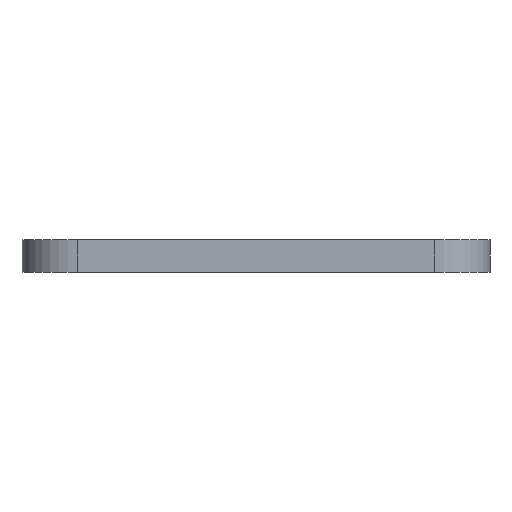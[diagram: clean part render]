
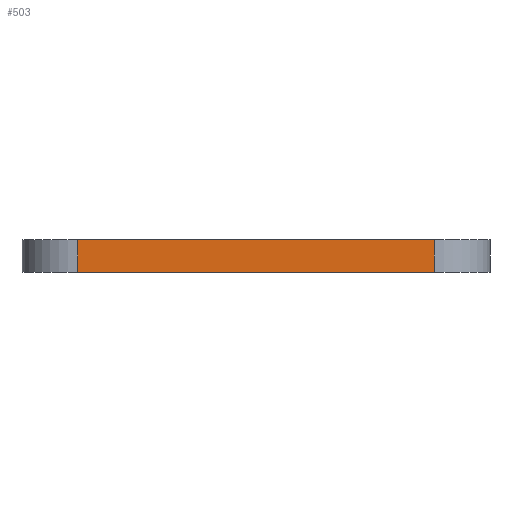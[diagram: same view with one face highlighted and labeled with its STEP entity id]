
A CAD part, left-side view. The second image highlights one B-rep face of the part: STEP entity #503.
In plain terms, the highlighted planar face has unit normal (-1, 0, 0).
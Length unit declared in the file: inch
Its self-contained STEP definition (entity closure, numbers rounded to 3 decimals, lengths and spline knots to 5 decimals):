
#4 = CARTESIAN_POINT ( 'NONE',  ( -2.07237, -1.2, 0. ) ) ;
#31 = ORIENTED_EDGE ( 'NONE', *, *, #880, .T. ) ;
#38 = LINE ( 'NONE', #305, #326 ) ;
#58 = VECTOR ( 'NONE', #542, 39.37008 ) ;
#67 = LINE ( 'NONE', #644, #752 ) ;
#84 = CARTESIAN_POINT ( 'NONE',  ( -2.07237, -1.575, 0.22 ) ) ;
#85 = CARTESIAN_POINT ( 'NONE',  ( -2.07237, 1.2, 0. ) ) ;
#172 = EDGE_CURVE ( 'NONE', #252, #514, #67, .T. ) ;
#228 = CARTESIAN_POINT ( 'NONE',  ( -2.07237, -1.2, 0.22 ) ) ;
#252 = VERTEX_POINT ( 'NONE', #85 ) ;
#263 = ORIENTED_EDGE ( 'NONE', *, *, #172, .T. ) ;
#265 = ORIENTED_EDGE ( 'NONE', *, *, #702, .F. ) ;
#305 = CARTESIAN_POINT ( 'NONE',  ( -2.07237, -1.575, 0.22 ) ) ;
#326 = VECTOR ( 'NONE', #593, 39.37008 ) ;
#335 = EDGE_LOOP ( 'NONE', ( #265, #520, #263, #31 ) ) ;
#401 = CARTESIAN_POINT ( 'NONE',  ( -2.07237, 1.2, 0.22 ) ) ;
#404 = AXIS2_PLACEMENT_3D ( 'NONE', #84, #426, #641 ) ;
#426 = DIRECTION ( 'NONE',  ( 1., 0., 0. ) ) ;
#429 = LINE ( 'NONE', #717, #749 ) ;
#441 = EDGE_CURVE ( 'NONE', #575, #252, #690, .T. ) ;
#501 = PLANE ( 'NONE',  #404 ) ;
#503 = ADVANCED_FACE ( 'NONE', ( #657 ), #501, .F. ) ;
#514 = VERTEX_POINT ( 'NONE', #4 ) ;
#520 = ORIENTED_EDGE ( 'NONE', *, *, #441, .T. ) ;
#542 = DIRECTION ( 'NONE',  ( 0., 0., -1. ) ) ;
#575 = VERTEX_POINT ( 'NONE', #774 ) ;
#593 = DIRECTION ( 'NONE',  ( 0., -1., 0. ) ) ;
#641 = DIRECTION ( 'NONE',  ( 0., 0., -1. ) ) ;
#644 = CARTESIAN_POINT ( 'NONE',  ( -2.07237, -1.575, 0. ) ) ;
#657 = FACE_OUTER_BOUND ( 'NONE', #335, .T. ) ;
#690 = LINE ( 'NONE', #401, #58 ) ;
#702 = EDGE_CURVE ( 'NONE', #575, #710, #38, .T. ) ;
#710 = VERTEX_POINT ( 'NONE', #228 ) ;
#717 = CARTESIAN_POINT ( 'NONE',  ( -2.07237, -1.2, 0.22 ) ) ;
#749 = VECTOR ( 'NONE', #779, 39.37008 ) ;
#752 = VECTOR ( 'NONE', #912, 39.37008 ) ;
#774 = CARTESIAN_POINT ( 'NONE',  ( -2.07237, 1.2, 0.22 ) ) ;
#779 = DIRECTION ( 'NONE',  ( 0., 0., 1. ) ) ;
#880 = EDGE_CURVE ( 'NONE', #514, #710, #429, .T. ) ;
#912 = DIRECTION ( 'NONE',  ( 0., -1., 0. ) ) ;
